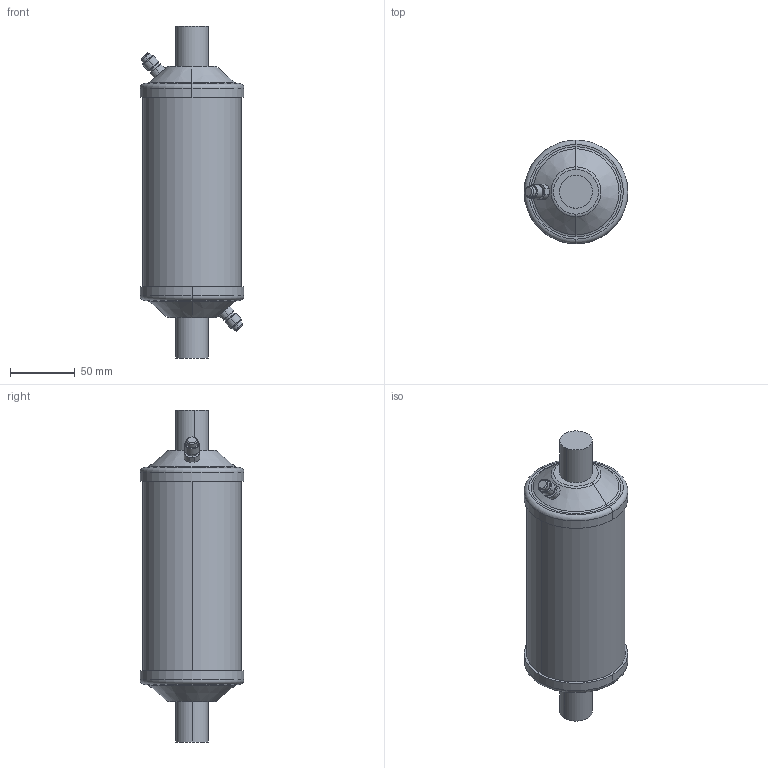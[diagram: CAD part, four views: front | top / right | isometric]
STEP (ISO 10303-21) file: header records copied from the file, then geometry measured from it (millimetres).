
FILE_DESCRIPTION (( 'STEP AP203' ), '1' );
FILE_NAME ('023Z1018R - DAS 307sVV.STEP', '2022-12-22T11:21:09', ( '' ), ( '' ), 'SwSTEP 2.0', 'SolidWorks 2020', '' );
FILE_SCHEMA (( 'CONFIG_CONTROL_DESIGN' ));
Length unit declared in the file: millimetre
Products named in the file (1): 023Z1018R - DAS 307sVV
Bounding box: 80.2 x 80.2 x 257 mm (x, y, z)
Volume: 870242.5 mm3; surface area: 59287.4 mm2
Topology: 3 solids, 3 shells, 95 faces, 188 edges, 116 vertices
Faces by surface type: cylinder 38, plane 25, cone 20, torus 12
Entity records: 2789 total; most frequent: CARTESIAN_POINT 662, DIRECTION 484, ORIENTED_EDGE 376, AXIS2_PLACEMENT_3D 208, EDGE_CURVE 188, VERTEX_POINT 116, EDGE_LOOP 112, CIRCLE 112
